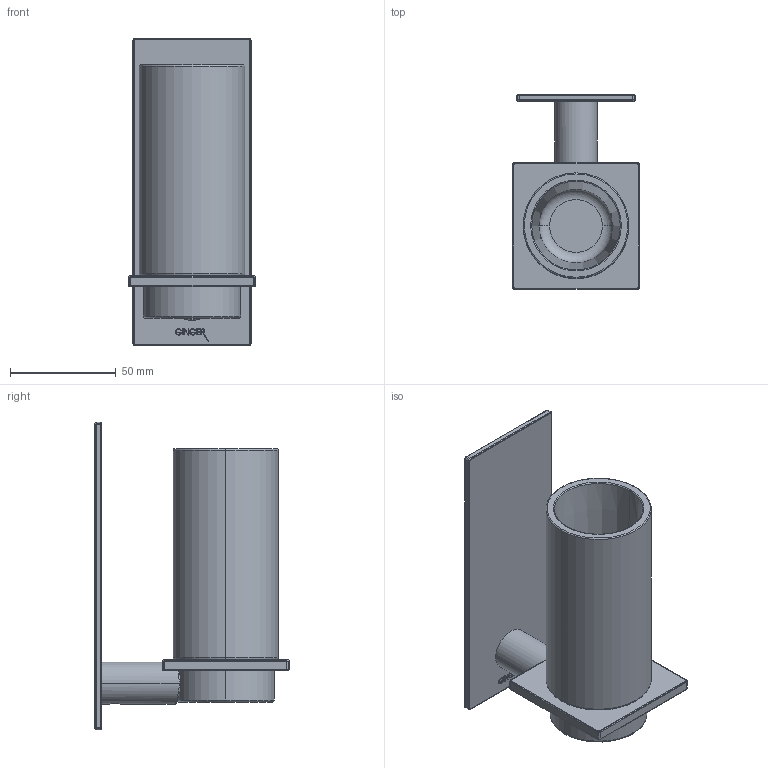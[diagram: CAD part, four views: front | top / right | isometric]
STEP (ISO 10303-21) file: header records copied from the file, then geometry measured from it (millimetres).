
FILE_DESCRIPTION((''),'2;1');
FILE_NAME('2813_WEB','2010-09-24T',('ramkumar'),(''),'PRO/ENGINEER BY PARAMETRIC TECHNOLOGY CORPORATION, 2009300','PRO/ENGINEER BY PARAMETRIC TECHNOLOGY CORPORATION, 2009300','');
FILE_SCHEMA(('CONFIG_CONTROL_DESIGN'));
Length unit declared in the file: inch
Products named in the file (1): 2813_WEB
Bounding box: 59.99 x 91.99 x 145.59 mm (x, y, z)
Volume: 19361 mm3; surface area: 60125.2 mm2
Topology: 1 solids, 13 shells, 274 faces, 799 edges, 535 vertices
Faces by surface type: cylinder 150, bspline 64, plane 38, torus 18, cone 4
Entity records: 15849 total; most frequent: CARTESIAN_POINT 9366, ORIENTED_EDGE 1383, DIRECTION 1091, EDGE_CURVE 797, VERTEX_POINT 535, AXIS2_PLACEMENT_3D 391, VECTOR 309, LINE 309
